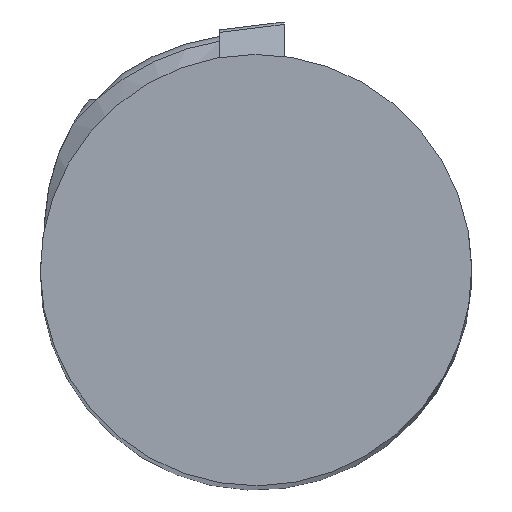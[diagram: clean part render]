
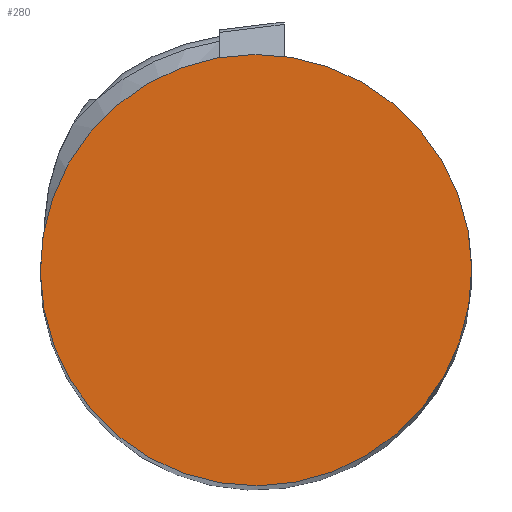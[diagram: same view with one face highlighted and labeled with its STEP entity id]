
A CAD part, top view. The second image highlights one B-rep face of the part: STEP entity #280.
In plain terms, the highlighted planar face has unit normal (0, 0, 1).
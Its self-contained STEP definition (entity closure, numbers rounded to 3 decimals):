
#167=EDGE_CURVE('240[2]',#460,#460,#461,.T.);
#280=ADVANCED_FACE('240[2]',(#623),#624,.T.);
#460=VERTEX_POINT('',#852);
#461=CIRCLE('',#853,5.);
#623=FACE_OUTER_BOUND('',#1184,.T.);
#624=PLANE('',#1185);
#852=CARTESIAN_POINT('',(3.8,3.25,81.0));
#853=AXIS2_PLACEMENT_3D('',#1475,#1476,#1477);
#1184=EDGE_LOOP('',(#1640));
#1185=AXIS2_PLACEMENT_3D('',#1641,#1642,#1643);
#1475=CARTESIAN_POINT('',(0.0,0.0,81.0));
#1476=DIRECTION('',(0.0,0.0,-1.0));
#1477=DIRECTION('',(1.0,0.0,0.0));
#1640=ORIENTED_EDGE('',*,*,#167,.F.);
#1641=CARTESIAN_POINT('',(0.0,-2.25,81.0));
#1642=DIRECTION('',(0.0,0.0,1.0));
#1643=DIRECTION('',(1.0,-0.0,0.0));
